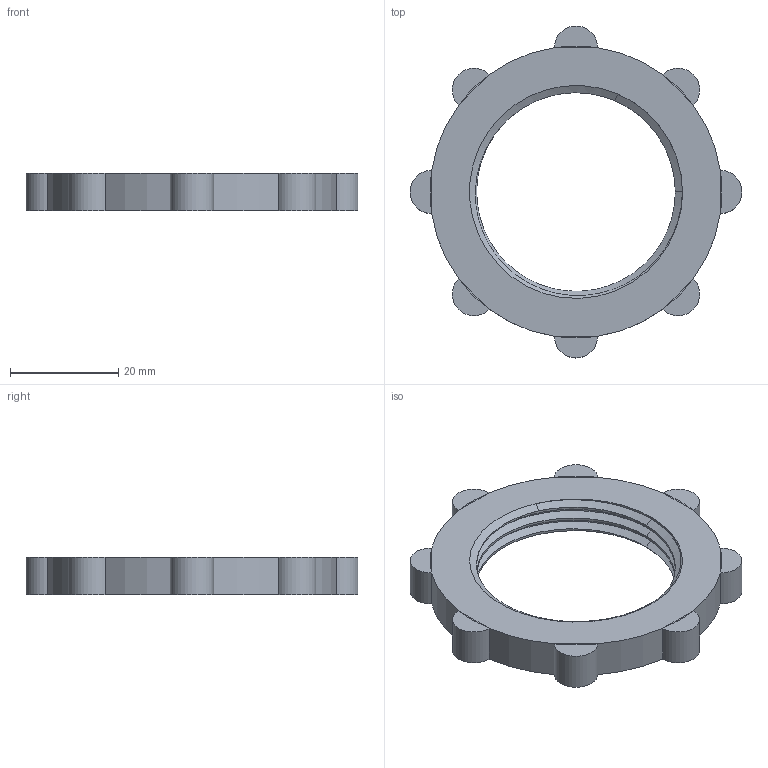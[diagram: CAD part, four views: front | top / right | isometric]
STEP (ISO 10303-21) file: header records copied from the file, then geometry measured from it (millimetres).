
FILE_DESCRIPTION(('FreeCAD Model'),'2;1');
FILE_NAME('Open CASCADE Shape Model','2025-05-19T22:22:37',(''),(''), 'Open CASCADE STEP processor 7.8','FreeCAD','Unknown');
FILE_SCHEMA(('AUTOMOTIVE_DESIGN { 1 0 10303 214 1 1 1 1 }'));
Length unit declared in the file: millimetre
Products named in the file (1): Nut
Bounding box: 61.4 x 61.4 x 7 mm (x, y, z)
Volume: 9328 mm3; surface area: 5359.4 mm2
Topology: 1 solids, 1 shells, 68 faces, 120 edges, 54 vertices
Faces by surface type: plane 34, cylinder 20, bspline 11, cone 3
Full cylindrical faces by diameter (mm): 39.4 x2
Entity records: 2053 total; most frequent: CARTESIAN_POINT 806, DIRECTION 262, ORIENTED_EDGE 240, EDGE_CURVE 120, AXIS2_PLACEMENT_3D 113, FACE_BOUND 70, EDGE_LOOP 70, ADVANCED_FACE 68
